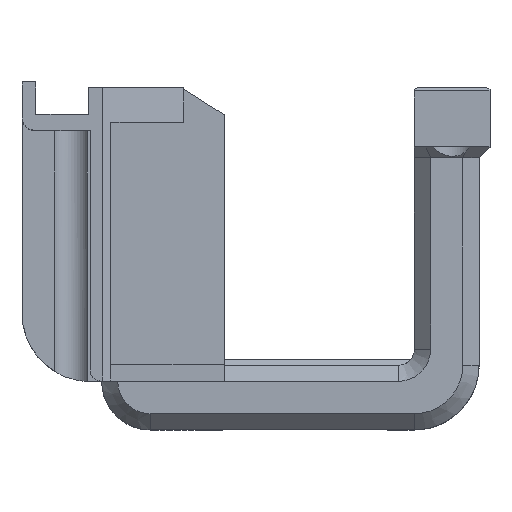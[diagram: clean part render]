
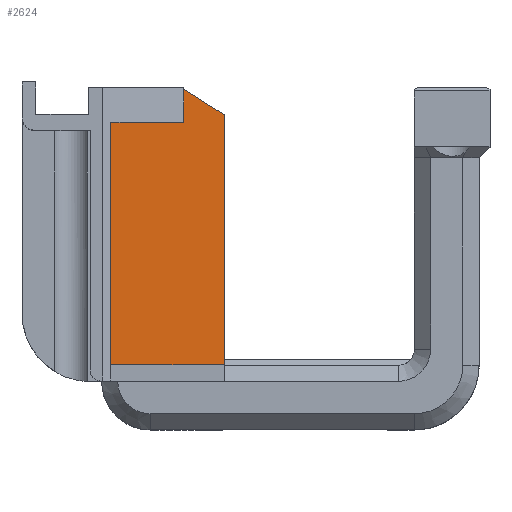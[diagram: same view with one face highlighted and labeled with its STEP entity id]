
A CAD part, top view. The second image highlights one B-rep face of the part: STEP entity #2624.
In plain terms, the highlighted planar face has unit normal (0, 0, 1).
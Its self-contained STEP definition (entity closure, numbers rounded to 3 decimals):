
#173=PLANE('',#2872);
#303=FACE_OUTER_BOUND('',#464,.T.);
#464=EDGE_LOOP('',(#2336,#2337,#2338,#2339,#2340,#2341));
#590=LINE('',#4064,#853);
#673=LINE('',#4318,#936);
#702=LINE('',#4404,#965);
#703=LINE('',#4408,#966);
#721=LINE('',#4443,#984);
#722=LINE('',#4444,#985);
#853=VECTOR('',#3232,10.);
#936=VECTOR('',#3429,10.);
#965=VECTOR('',#3496,10.);
#966=VECTOR('',#3499,10.);
#984=VECTOR('',#3537,10.);
#985=VECTOR('',#3538,10.);
#1238=VERTEX_POINT('',#4061);
#1239=VERTEX_POINT('',#4063);
#1302=VERTEX_POINT('',#4316);
#1326=VERTEX_POINT('',#4402);
#1327=VERTEX_POINT('',#4406);
#1328=VERTEX_POINT('',#4407);
#1520=EDGE_CURVE('',#1239,#1238,#590,.T.);
#1628=EDGE_CURVE('',#1302,#1238,#673,.T.);
#1666=EDGE_CURVE('',#1326,#1302,#702,.T.);
#1667=EDGE_CURVE('',#1327,#1328,#703,.T.);
#1685=EDGE_CURVE('',#1239,#1328,#721,.T.);
#1686=EDGE_CURVE('',#1326,#1327,#722,.T.);
#2336=ORIENTED_EDGE('',*,*,#1667,.T.);
#2337=ORIENTED_EDGE('',*,*,#1685,.F.);
#2338=ORIENTED_EDGE('',*,*,#1520,.T.);
#2339=ORIENTED_EDGE('',*,*,#1628,.F.);
#2340=ORIENTED_EDGE('',*,*,#1666,.F.);
#2341=ORIENTED_EDGE('',*,*,#1686,.T.);
#2624=ADVANCED_FACE('',(#303),#173,.T.);
#2872=AXIS2_PLACEMENT_3D('',#4442,#3535,#3536);
#3232=DIRECTION('',(1.,0.,0.));
#3429=DIRECTION('',(0.,-1.,0.));
#3496=DIRECTION('',(0.842,-0.539,0.));
#3499=DIRECTION('',(-1.,0.,0.));
#3535=DIRECTION('center_axis',(0.,0.,1.));
#3536=DIRECTION('ref_axis',(0.,-1.,0.));
#3537=DIRECTION('',(0.,1.,0.));
#3538=DIRECTION('',(0.,-1.,0.));
#4061=CARTESIAN_POINT('',(-10.,-31.,6.));
#4063=CARTESIAN_POINT('',(-24.,-31.,6.));
#4064=CARTESIAN_POINT('',(-24.,-31.,6.));
#4316=CARTESIAN_POINT('',(-10.,0.,6.));
#4318=CARTESIAN_POINT('',(-10.,-31.,6.));
#4402=CARTESIAN_POINT('',(-15.,3.2,6.));
#4404=CARTESIAN_POINT('',(-16.216,3.978,6.));
#4406=CARTESIAN_POINT('',(-15.,-1.,6.));
#4407=CARTESIAN_POINT('',(-24.,-1.,6.));
#4408=CARTESIAN_POINT('',(-22.438,-1.,6.));
#4442=CARTESIAN_POINT('Origin',(-24.,0.,6.));
#4443=CARTESIAN_POINT('',(-24.,0.,6.));
#4444=CARTESIAN_POINT('',(-15.,0.,6.));
